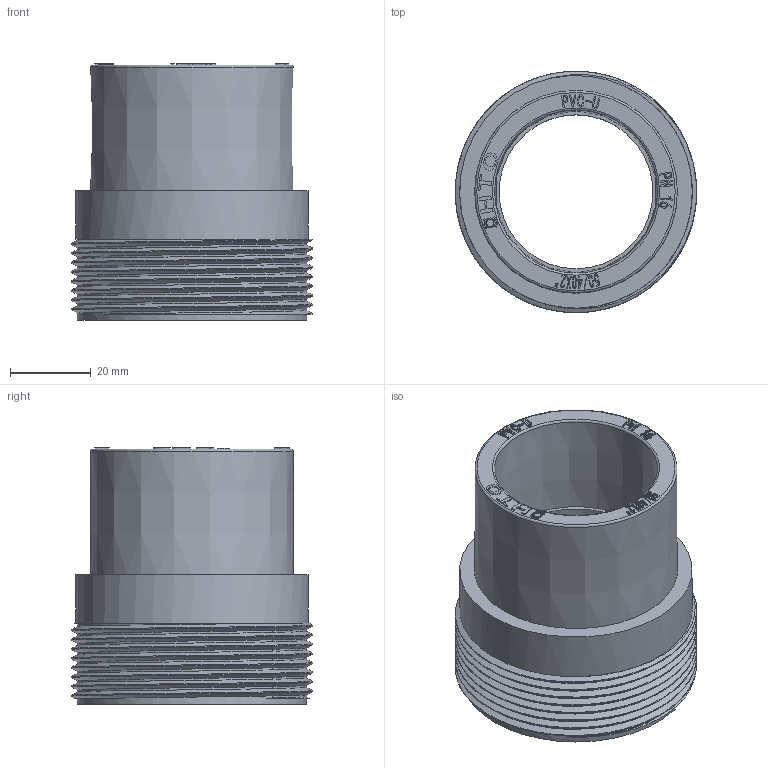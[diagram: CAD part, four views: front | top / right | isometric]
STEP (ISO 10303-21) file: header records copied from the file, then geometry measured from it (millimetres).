
FILE_DESCRIPTION(/* description */ (''),/* implementation_level */ '2;1');
FILE_NAME(/* name */ 'Z7A040063.stp',/* time_stamp */ '2025-10-14T08:18:10+08:00',/* author */ (''),/* organization */ (''),/* preprocessor_version */ 'ST-DEVELOPER v16.7',/* originating_system */ 'SIEMENS PLM Software NX 12.0',/* authorisation */ '');
FILE_SCHEMA (('AUTOMOTIVE_DESIGN { 1 0 10303 214 3 1 1 1 }'));
Length unit declared in the file: millimetre
Products named in the file (1): Admi18A8C8BF3hhb
Bounding box: 59.61 x 59.61 x 63.3 mm (x, y, z)
Volume: 58025.9 mm3; surface area: 24600.5 mm2
Topology: 1 solids, 1 shells, 591 faces, 1664 edges, 1109 vertices
Faces by surface type: plane 501, extrusion 65, cylinder 19, bspline 2, cone 2, torus 2
Full cylindrical faces by diameter (mm): 1.821 x1, 2.428 x1, 38 x1, 45 x1, 56.656 x9, 57.45 x1
Entity records: 23212 total; most frequent: CARTESIAN_POINT 10054, ORIENTED_EDGE 3250, DIRECTION 1796, EDGE_CURVE 1625, VERTEX_POINT 1088, B_SPLINE_CURVE_WITH_KNOTS 1023, VECTOR 702, LINE 637
